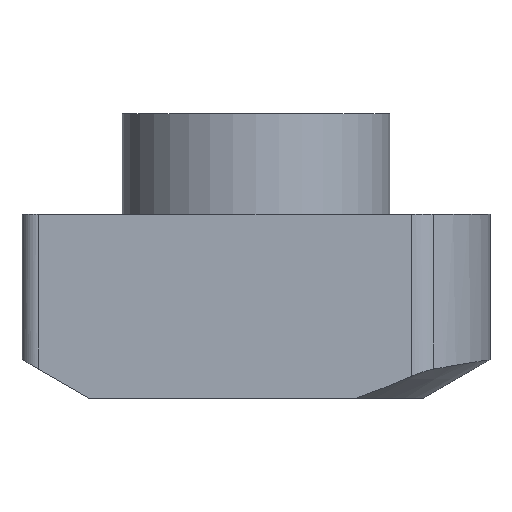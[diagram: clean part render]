
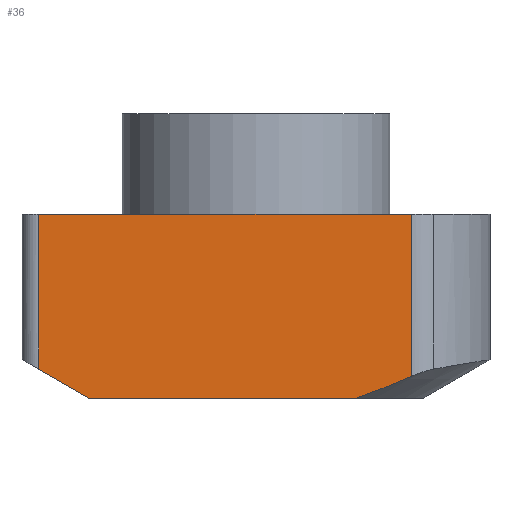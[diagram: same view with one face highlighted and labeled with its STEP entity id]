
A CAD part, front view. The second image highlights one B-rep face of the part: STEP entity #36.
In plain terms, the highlighted planar face has unit normal (0, -1, 0).
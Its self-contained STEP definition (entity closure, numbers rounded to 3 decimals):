
#13 = CARTESIAN_POINT ( 'NONE',  ( 4.646, -4., 5.5 ) ) ;
#18 = EDGE_CURVE ( 'NONE', #220, #52, #337, .T. ) ;
#36 = ADVANCED_FACE ( 'NONE', ( #213 ), #572, .F. ) ;
#41 = EDGE_CURVE ( 'NONE', #227, #766, #498, .T. ) ;
#52 = VERTEX_POINT ( 'NONE', #326 ) ;
#65 = DIRECTION ( 'NONE',  ( 0., 0., -1. ) ) ;
#78 = B_SPLINE_CURVE_WITH_KNOTS ( 'NONE', 3,
 ( #363, #606, #207, #203 ),
 .UNSPECIFIED., .F., .F.,
 ( 4, 4 ),
 ( 0., 0.002 ),
 .UNSPECIFIED. ) ;
#83 = DIRECTION ( 'NONE',  ( -0.866, 0., 0.5 ) ) ;
#88 = VERTEX_POINT ( 'NONE', #272 ) ;
#99 = VECTOR ( 'NONE', #83, 1000. ) ;
#120 = DIRECTION ( 'NONE',  ( 0., 0., 1. ) ) ;
#131 = LINE ( 'NONE', #247, #99 ) ;
#148 = VERTEX_POINT ( 'NONE', #493 ) ;
#155 = CARTESIAN_POINT ( 'NONE',  ( -2., -4., 0. ) ) ;
#156 = EDGE_CURVE ( 'NONE', #148, #618, #78, .T. ) ;
#157 = ORIENTED_EDGE ( 'NONE', *, *, #284, .F. ) ;
#167 = EDGE_CURVE ( 'NONE', #88, #220, #131, .T. ) ;
#203 = CARTESIAN_POINT ( 'NONE',  ( 3., -4., 0. ) ) ;
#207 = CARTESIAN_POINT ( 'NONE',  ( 3.558, -4., 0.193 ) ) ;
#213 = FACE_OUTER_BOUND ( 'NONE', #520, .T. ) ;
#220 = VERTEX_POINT ( 'NONE', #350 ) ;
#222 = DIRECTION ( 'NONE',  ( 1., 0., 0. ) ) ;
#227 = VERTEX_POINT ( 'NONE', #499 ) ;
#247 = CARTESIAN_POINT ( 'NONE',  ( -5., -4., 0. ) ) ;
#250 = ORIENTED_EDGE ( 'NONE', *, *, #271, .T. ) ;
#271 = EDGE_CURVE ( 'NONE', #88, #618, #580, .T. ) ;
#272 = CARTESIAN_POINT ( 'NONE',  ( -5., -4., 0. ) ) ;
#279 = LINE ( 'NONE', #717, #491 ) ;
#284 = EDGE_CURVE ( 'NONE', #52, #227, #747, .T. ) ;
#300 = DIRECTION ( 'NONE',  ( 1., 0., 0. ) ) ;
#326 = CARTESIAN_POINT ( 'NONE',  ( -6.5, -4., 5.5 ) ) ;
#337 = LINE ( 'NONE', #430, #482 ) ;
#341 = CARTESIAN_POINT ( 'NONE',  ( 5., -4., 5.5 ) ) ;
#350 = CARTESIAN_POINT ( 'NONE',  ( -6.5, -4., 0.866 ) ) ;
#363 = CARTESIAN_POINT ( 'NONE',  ( 4.646, -4., 0.653 ) ) ;
#398 = AXIS2_PLACEMENT_3D ( 'NONE', #451, #527, #416 ) ;
#401 = DIRECTION ( 'NONE',  ( 1., 0., 0. ) ) ;
#407 = VECTOR ( 'NONE', #401, 1000. ) ;
#408 = ORIENTED_EDGE ( 'NONE', *, *, #630, .F. ) ;
#416 = DIRECTION ( 'NONE',  ( -1., 0., 0. ) ) ;
#430 = CARTESIAN_POINT ( 'NONE',  ( -6.5, -4., 5.5 ) ) ;
#451 = CARTESIAN_POINT ( 'NONE',  ( 5., -4., 5.5 ) ) ;
#478 = ORIENTED_EDGE ( 'NONE', *, *, #41, .F. ) ;
#482 = VECTOR ( 'NONE', #120, 1000. ) ;
#491 = VECTOR ( 'NONE', #65, 1000. ) ;
#493 = CARTESIAN_POINT ( 'NONE',  ( 4.646, -4., 0.653 ) ) ;
#498 = LINE ( 'NONE', #570, #628 ) ;
#499 = CARTESIAN_POINT ( 'NONE',  ( 0., -4., 5.5 ) ) ;
#516 = ORIENTED_EDGE ( 'NONE', *, *, #156, .F. ) ;
#520 = EDGE_LOOP ( 'NONE', ( #408, #478, #157, #656, #535, #250, #516 ) ) ;
#527 = DIRECTION ( 'NONE',  ( 0., 1., 0. ) ) ;
#535 = ORIENTED_EDGE ( 'NONE', *, *, #167, .F. ) ;
#570 = CARTESIAN_POINT ( 'NONE',  ( 5., -4., 5.5 ) ) ;
#572 = PLANE ( 'NONE',  #398 ) ;
#580 = LINE ( 'NONE', #155, #600 ) ;
#600 = VECTOR ( 'NONE', #222, 1000. ) ;
#606 = CARTESIAN_POINT ( 'NONE',  ( 4.105, -4., 0.416 ) ) ;
#618 = VERTEX_POINT ( 'NONE', #774 ) ;
#628 = VECTOR ( 'NONE', #300, 1000. ) ;
#630 = EDGE_CURVE ( 'NONE', #766, #148, #279, .T. ) ;
#656 = ORIENTED_EDGE ( 'NONE', *, *, #18, .F. ) ;
#717 = CARTESIAN_POINT ( 'NONE',  ( 4.646, -4., 5.5 ) ) ;
#747 = LINE ( 'NONE', #341, #407 ) ;
#766 = VERTEX_POINT ( 'NONE', #13 ) ;
#774 = CARTESIAN_POINT ( 'NONE',  ( 3., -4., 0. ) ) ;
